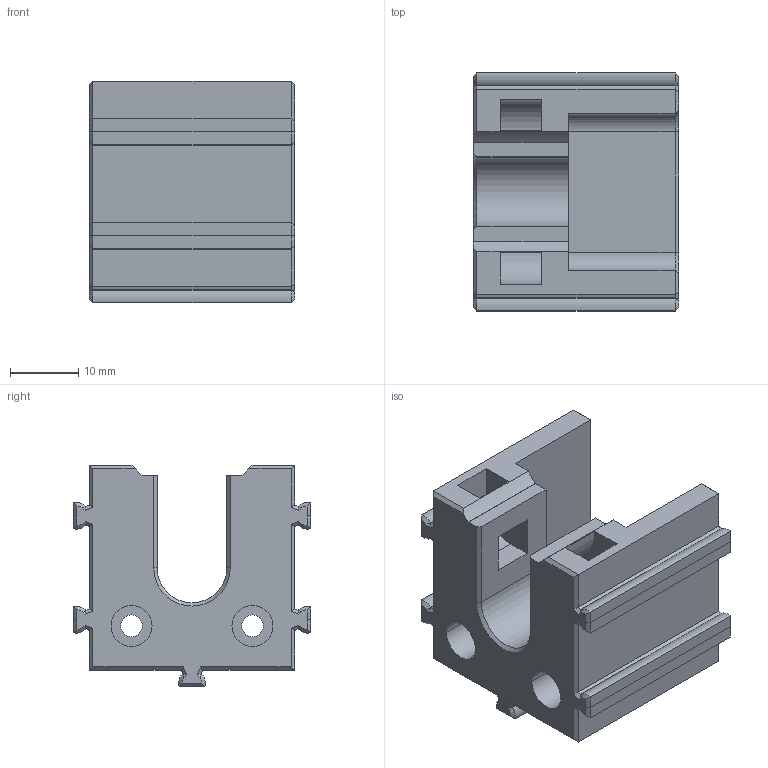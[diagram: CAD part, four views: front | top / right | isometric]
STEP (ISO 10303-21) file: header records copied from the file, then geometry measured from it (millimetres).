
FILE_DESCRIPTION(('CATIA V5 STEP Exchange'),'2;1');
FILE_NAME('Schrittmotorhalterung.stp','2017-07-10T13:24:32+00:00',('none'),('none'),'CATIA Version 5 Release 18 GA (IN-10)','CATIA V5 STEP AP203','none');
FILE_SCHEMA(('CONFIG_CONTROL_DESIGN'));
Length unit declared in the file: millimetre
Products named in the file (1): Schrittmotorhalterung
Bounding box: 30 x 34.8 x 32.4 mm (x, y, z)
Volume: 14542.2 mm3; surface area: 7902.6 mm2
Topology: 1 solids, 1 shells, 210 faces, 512 edges, 306 vertices
Faces by surface type: plane 160, cylinder 27, cone 23
Entity records: 5734 total; most frequent: CARTESIAN_POINT 1167, ORIENTED_EDGE 1024, DIRECTION 757, EDGE_CURVE 512, VECTOR 330, LINE 330, VERTEX_POINT 306, AXIS2_PLACEMENT_3D 253
